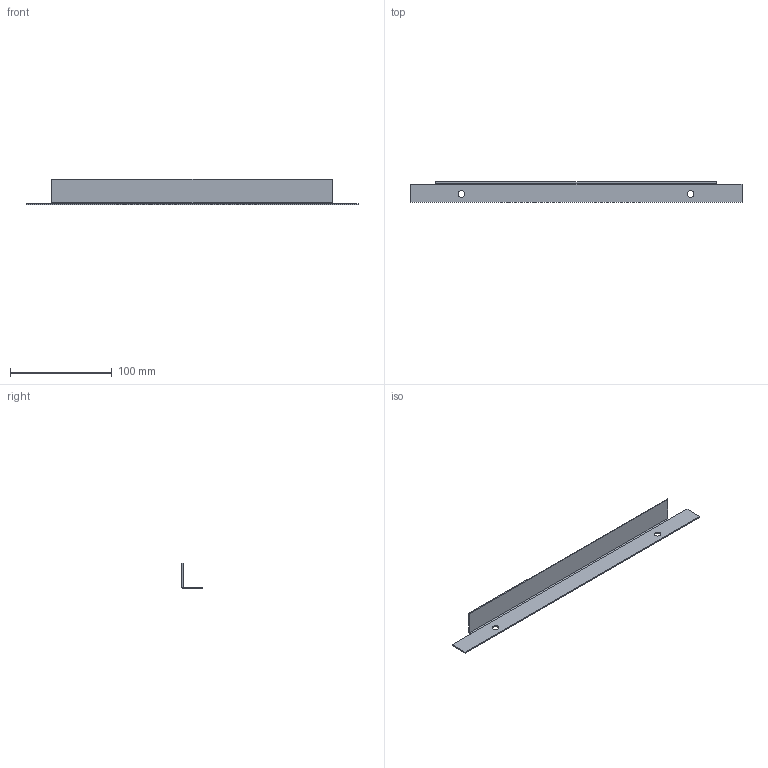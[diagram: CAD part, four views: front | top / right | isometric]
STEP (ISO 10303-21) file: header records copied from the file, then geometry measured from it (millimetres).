
FILE_DESCRIPTION (( 'STEP AP214' ), '1' );
FILE_NAME ('Ãîðèçîíòàëüíàÿ ïëàíêà 400.STEP', '2018-01-14T09:54:15', ( 'Îëåã' ), ( '' ), 'SwSTEP 2.0', 'SolidWorks 2017', '' );
FILE_SCHEMA (( 'AUTOMOTIVE_DESIGN' ));
Length unit declared in the file: millimetre
Products named in the file (1): Ãîðèçîíòàëüíàÿ ïëàíêà 400
Bounding box: 326 x 20 x 25 mm (x, y, z)
Volume: 15237.1 mm3; surface area: 26330 mm2
Topology: 1 solids, 1 shells, 18 faces, 42 edges, 26 vertices
Faces by surface type: plane 14, cylinder 4
Full cylindrical faces by diameter (mm): 6.5 x2
Entity records: 520 total; most frequent: DIRECTION 84, CARTESIAN_POINT 81, ORIENTED_EDGE 76, EDGE_CURVE 38, VECTOR 30, LINE 30, AXIS2_PLACEMENT_3D 27, VERTEX_POINT 24
